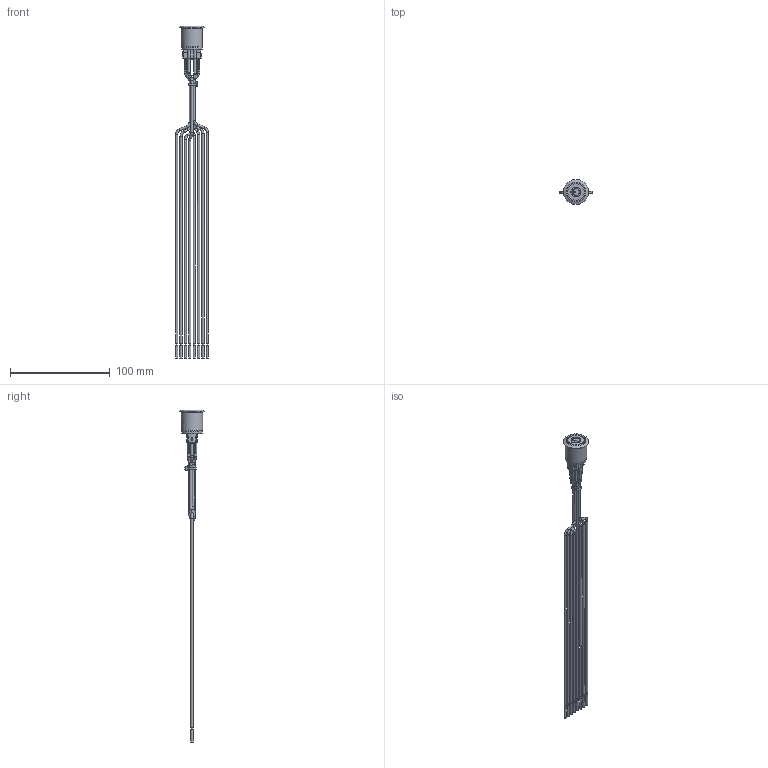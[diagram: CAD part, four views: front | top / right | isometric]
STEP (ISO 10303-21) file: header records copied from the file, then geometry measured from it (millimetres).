
FILE_DESCRIPTION(/* description */ (''),/* implementation_level */ '2;1');
FILE_NAME(/* name */ '100116962_Shrinkwrap_1.stp',/* time_stamp */ '2023-03-02T11:40:11-06:00',/* author */ ('jmeyers'),/* organization */ (''),/* preprocessor_version */ 'ST-DEVELOPER v18.1',/* originating_system */ 'Autodesk Inventor 2020',/* authorisation */ '');
FILE_SCHEMA (('AUTOMOTIVE_DESIGN { 1 0 10303 214 3 1 1 }'));
Length unit declared in the file: millimetre
Products named in the file (1): 100116962_Shrinkwrap_1
Bounding box: 33 x 25 x 332.7 mm (x, y, z)
Volume: 19514 mm3; surface area: 20979.6 mm2
Topology: 1 solids, 1 shells, 539 faces, 1495 edges, 959 vertices
Faces by surface type: plane 298, cylinder 144, torus 65, sphere 12, bspline 10, cone 10
Full cylindrical faces by diameter (mm): 1.5 x8, 2 x4, 2.2 x38, 2.4 x8, 20.8 x2, 25 x1
Entity records: 18990 total; most frequent: CARTESIAN_POINT 4777, DIRECTION 3026, ORIENTED_EDGE 2990, EDGE_CURVE 1495, AXIS2_PLACEMENT_3D 1086, VERTEX_POINT 959, LINE 854, VECTOR 854
